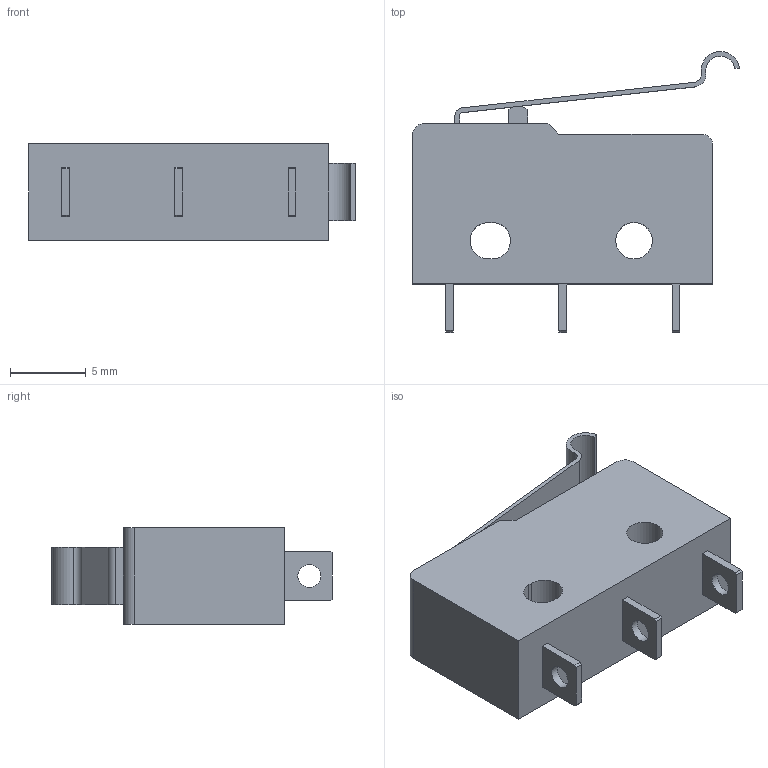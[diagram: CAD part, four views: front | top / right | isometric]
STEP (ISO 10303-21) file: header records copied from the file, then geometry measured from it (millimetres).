
FILE_DESCRIPTION(/* description */ (''),/* implementation_level */ '2;1');
FILE_NAME(/* name */ 'Micro Switch v1.step',/* time_stamp */ '2019-04-12T11:43:16+02:00',/* author */ ('3D-Gussner'),/* organization */ (''),/* preprocessor_version */ 'ST-DEVELOPER v18',/* originating_system */ 'Autodesk Translation Framework v8.2.0.1029',/* authorisation */ '');
FILE_SCHEMA (('AUTOMOTIVE_DESIGN { 1 0 10303 214 3 1 1 }'));
Length unit declared in the file: millimetre
Products named in the file (1): Micro Switch
Bounding box: 21.59 x 18.57 x 6.35 mm (x, y, z)
Volume: 1267 mm3; surface area: 1123.2 mm2
Topology: 3 solids, 3 shells, 61 faces, 164 edges, 112 vertices
Faces by surface type: plane 45, cylinder 16
Full cylindrical faces by diameter (mm): 1.524 x3, 2.413 x1
Entity records: 2018 total; most frequent: CARTESIAN_POINT 338, ORIENTED_EDGE 328, DIRECTION 328, EDGE_CURVE 164, LINE 124, VECTOR 124, VERTEX_POINT 112, AXIS2_PLACEMENT_3D 102
